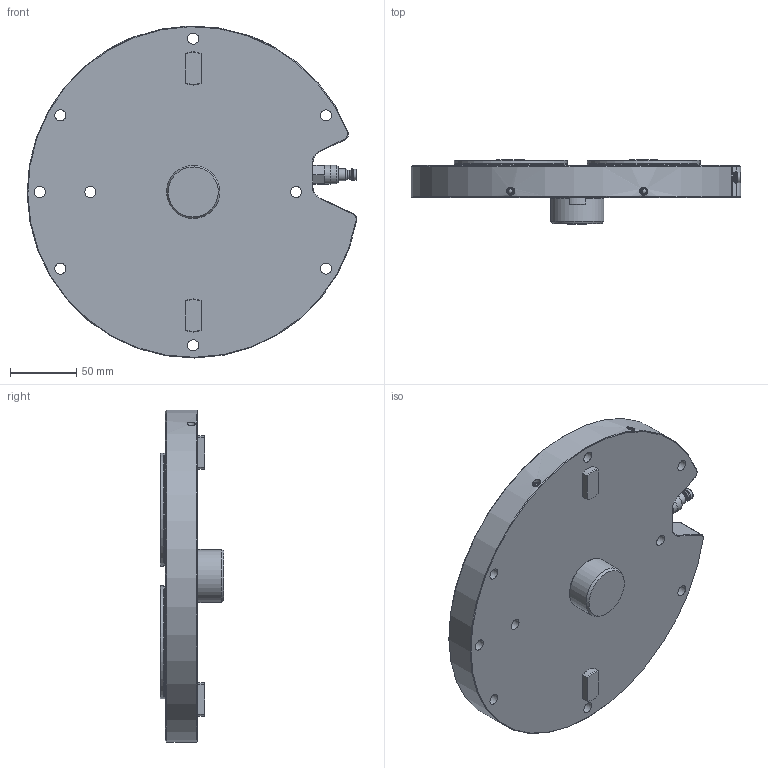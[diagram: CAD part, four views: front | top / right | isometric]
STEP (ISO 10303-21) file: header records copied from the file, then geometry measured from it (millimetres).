
FILE_DESCRIPTION (( 'STEP AP214' ), '1' );
FILE_NAME ('STARK_805 100_A.STEP', '2020-11-26T14:55:08', ( '' ), ( '' ), 'SwSTEP 2.0', 'SolidWorks 2019', '' );
FILE_SCHEMA (( 'AUTOMOTIVE_DESIGN' ));
Length unit declared in the file: millimetre
Products named in the file (1): STARK_805 100_A
Bounding box: 248.21 x 48 x 249.98 mm (x, y, z)
Volume: 1205078.9 mm3; surface area: 142520.2 mm2
Topology: 1 solids, 56 shells, 1085 faces, 2332 edges, 1461 vertices
Faces by surface type: cylinder 300, bspline 268, plane 248, torus 135, cone 131, sphere 3
Full cylindrical faces by diameter (mm): 4 x3, 4.1 x13, 5 x4, 6 x14, 6.1 x8, 6.4 x1, 6.6 x1, 6.8 x2, 6.98 x12, 7 x12, 8 x8, 8.1 x1, 8.2 x8, 8.4 x9, 9 x2, 11 x16, 12 x5, 12.5 x2, 13.95 x1, 14 x10, 15.6 x1, 16 x2, 25 x4, 26.5 x4, 40 x1, 84.9 x4, 85 x4
Entity records: 51914 total; most frequent: CARTESIAN_POINT 19689, ORIENTED_EDGE 4014, DIRECTION 3969, EDGE_CURVE 2007, AXIS2_PLACEMENT_3D 1882, EDGE_LOOP 1449, VERTEX_POINT 1364, FACE_OUTER_BOUND 1256
